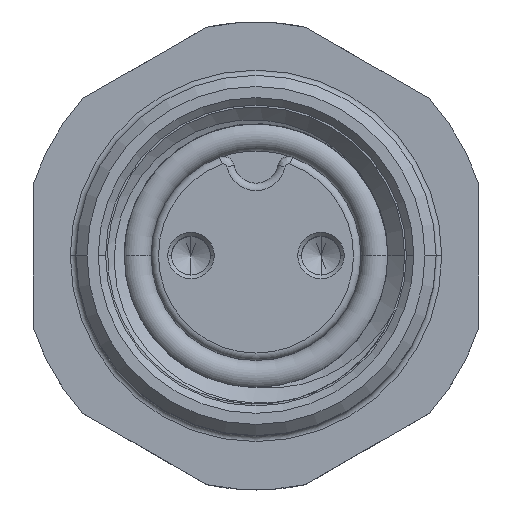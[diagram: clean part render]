
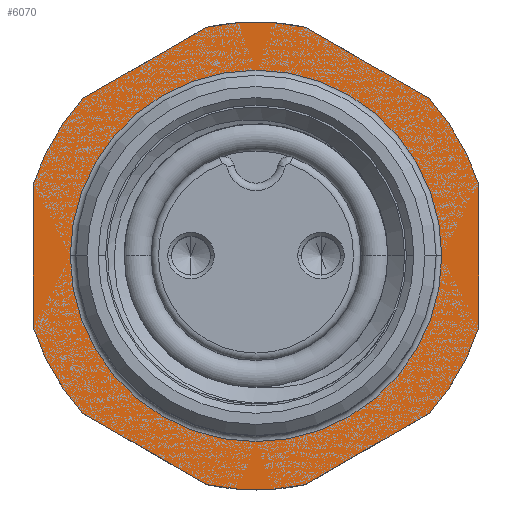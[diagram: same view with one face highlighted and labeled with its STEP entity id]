
A CAD part, top view. The second image highlights one B-rep face of the part: STEP entity #6070.
In plain terms, the highlighted planar face has unit normal (0, 0, 1).
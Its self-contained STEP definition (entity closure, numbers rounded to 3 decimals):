
#3805=CARTESIAN_POINT('',(0.,0.,-0.3));
#3806=DIRECTION('',(0.,0.,1.));
#3807=DIRECTION('',(0.212,0.977,0.));
#3808=AXIS2_PLACEMENT_3D('',#3805,#3806,#3807);
#3810=DIRECTION('',(-0.866,0.5,0.));
#3811=VECTOR('',#3810,3.842);
#3812=CARTESIAN_POINT('',(4.664,4.236,-0.3));
#3813=LINE('',#3812,#3811);
#3814=CARTESIAN_POINT('',(0.,0.,-0.3));
#3815=DIRECTION('',(0.,0.,1.));
#3816=DIRECTION('',(0.952,0.305,0.));
#3817=AXIS2_PLACEMENT_3D('',#3814,#3815,#3816);
#3819=DIRECTION('',(0.,1.,0.));
#3820=VECTOR('',#3819,3.842);
#3821=CARTESIAN_POINT('',(6.,-1.921,-0.3));
#3822=LINE('',#3821,#3820);
#3823=CARTESIAN_POINT('',(0.,0.,-0.3));
#3824=DIRECTION('',(0.,0.,1.));
#3825=DIRECTION('',(0.74,-0.672,0.));
#3826=AXIS2_PLACEMENT_3D('',#3823,#3824,#3825);
#3828=DIRECTION('',(0.866,0.5,0.));
#3829=VECTOR('',#3828,3.842);
#3830=CARTESIAN_POINT('',(1.336,-6.157,-0.3));
#3831=LINE('',#3830,#3829);
#3832=CARTESIAN_POINT('',(0.,0.,-0.3));
#3833=DIRECTION('',(0.,0.,1.));
#3834=DIRECTION('',(-0.212,-0.977,0.));
#3835=AXIS2_PLACEMENT_3D('',#3832,#3833,#3834);
#3837=DIRECTION('',(0.866,-0.5,0.));
#3838=VECTOR('',#3837,3.842);
#3839=CARTESIAN_POINT('',(-4.664,-4.236,-0.3));
#3840=LINE('',#3839,#3838);
#3841=CARTESIAN_POINT('',(0.,0.,-0.3));
#3842=DIRECTION('',(0.,0.,1.));
#3843=DIRECTION('',(-0.952,-0.305,0.));
#3844=AXIS2_PLACEMENT_3D('',#3841,#3842,#3843);
#3846=DIRECTION('',(0.,-1.,0.));
#3847=VECTOR('',#3846,3.842);
#3848=CARTESIAN_POINT('',(-6.,1.921,-0.3));
#3849=LINE('',#3848,#3847);
#3850=CARTESIAN_POINT('',(0.,0.,-0.3));
#3851=DIRECTION('',(0.,0.,1.));
#3852=DIRECTION('',(-0.74,0.672,0.));
#3853=AXIS2_PLACEMENT_3D('',#3850,#3851,#3852);
#3855=DIRECTION('',(-0.866,-0.5,0.));
#3856=VECTOR('',#3855,3.842);
#3857=CARTESIAN_POINT('',(-1.336,6.157,-0.3));
#3858=LINE('',#3857,#3856);
#3859=CARTESIAN_POINT('',(0.,0.,-0.3));
#3860=DIRECTION('',(0.,0.,1.));
#3861=DIRECTION('',(-1.,0.,0.));
#3862=AXIS2_PLACEMENT_3D('',#3859,#3860,#3861);
#3864=CARTESIAN_POINT('',(0.,0.,-0.3));
#3865=DIRECTION('',(0.,0.,1.));
#3866=DIRECTION('',(1.,0.,0.));
#3867=AXIS2_PLACEMENT_3D('',#3864,#3865,#3866);
#5481=CARTESIAN_POINT('',(1.336,6.157,-0.3));
#5482=CARTESIAN_POINT('',(-1.336,6.157,-0.3));
#5483=VERTEX_POINT('',#5481);
#5484=VERTEX_POINT('',#5482);
#5485=CARTESIAN_POINT('',(-4.664,4.236,-0.3));
#5486=VERTEX_POINT('',#5485);
#5487=CARTESIAN_POINT('',(-6.,1.921,-0.3));
#5488=VERTEX_POINT('',#5487);
#5489=CARTESIAN_POINT('',(-6.,-1.921,-0.3));
#5490=VERTEX_POINT('',#5489);
#5491=CARTESIAN_POINT('',(-4.664,-4.236,-0.3));
#5492=VERTEX_POINT('',#5491);
#5493=CARTESIAN_POINT('',(-1.336,-6.157,-0.3));
#5494=VERTEX_POINT('',#5493);
#5495=CARTESIAN_POINT('',(1.336,-6.157,-0.3));
#5496=VERTEX_POINT('',#5495);
#5497=CARTESIAN_POINT('',(4.664,-4.236,-0.3));
#5498=VERTEX_POINT('',#5497);
#5499=CARTESIAN_POINT('',(6.,-1.921,-0.3));
#5500=VERTEX_POINT('',#5499);
#5501=CARTESIAN_POINT('',(6.,1.921,-0.3));
#5502=VERTEX_POINT('',#5501);
#5503=CARTESIAN_POINT('',(4.664,4.236,-0.3));
#5504=VERTEX_POINT('',#5503);
#5551=CARTESIAN_POINT('',(5.,0.,-0.3));
#5552=CARTESIAN_POINT('',(-5.,0.,-0.3));
#5553=VERTEX_POINT('',#5551);
#5554=VERTEX_POINT('',#5552);
#6033=CARTESIAN_POINT('',(0.,0.,-0.3));
#6034=DIRECTION('',(0.,0.,1.));
#6035=DIRECTION('',(1.,0.,0.));
#6036=AXIS2_PLACEMENT_3D('',#6033,#6034,#6035);
#6037=PLANE('',#6036);
#6039=ORIENTED_EDGE('',*,*,#6038,.F.);
#6041=ORIENTED_EDGE('',*,*,#6040,.F.);
#6043=ORIENTED_EDGE('',*,*,#6042,.F.);
#6045=ORIENTED_EDGE('',*,*,#6044,.F.);
#6047=ORIENTED_EDGE('',*,*,#6046,.F.);
#6049=ORIENTED_EDGE('',*,*,#6048,.F.);
#6051=ORIENTED_EDGE('',*,*,#6050,.F.);
#6053=ORIENTED_EDGE('',*,*,#6052,.F.);
#6055=ORIENTED_EDGE('',*,*,#6054,.F.);
#6057=ORIENTED_EDGE('',*,*,#6056,.F.);
#6059=ORIENTED_EDGE('',*,*,#6058,.F.);
#6061=ORIENTED_EDGE('',*,*,#6060,.F.);
#6062=EDGE_LOOP('',(#6039,#6041,#6043,#6045,#6047,#6049,#6051,#6053,#6055,#6057,
#6059,#6061));
#6063=FACE_OUTER_BOUND('',#6062,.F.);
#6065=ORIENTED_EDGE('',*,*,#6064,.T.);
#6067=ORIENTED_EDGE('',*,*,#6066,.T.);
#6068=EDGE_LOOP('',(#6065,#6067));
#6069=FACE_BOUND('',#6068,.F.);
#3809=CIRCLE('',#3808,6.3);
#3818=CIRCLE('',#3817,6.3);
#3827=CIRCLE('',#3826,6.3);
#3836=CIRCLE('',#3835,6.3);
#3845=CIRCLE('',#3844,6.3);
#3854=CIRCLE('',#3853,6.3);
#3863=CIRCLE('',#3862,5.);
#3868=CIRCLE('',#3867,5.);
#6038=EDGE_CURVE('',#5483,#5484,#3809,.T.);
#6040=EDGE_CURVE('',#5504,#5483,#3813,.T.);
#6042=EDGE_CURVE('',#5502,#5504,#3818,.T.);
#6044=EDGE_CURVE('',#5500,#5502,#3822,.T.);
#6046=EDGE_CURVE('',#5498,#5500,#3827,.T.);
#6048=EDGE_CURVE('',#5496,#5498,#3831,.T.);
#6050=EDGE_CURVE('',#5494,#5496,#3836,.T.);
#6052=EDGE_CURVE('',#5492,#5494,#3840,.T.);
#6054=EDGE_CURVE('',#5490,#5492,#3845,.T.);
#6056=EDGE_CURVE('',#5488,#5490,#3849,.T.);
#6058=EDGE_CURVE('',#5486,#5488,#3854,.T.);
#6060=EDGE_CURVE('',#5484,#5486,#3858,.T.);
#6064=EDGE_CURVE('',#5554,#5553,#3863,.T.);
#6066=EDGE_CURVE('',#5553,#5554,#3868,.T.);
#6070=ADVANCED_FACE('',(#6063,#6069),#6037,.T.);
